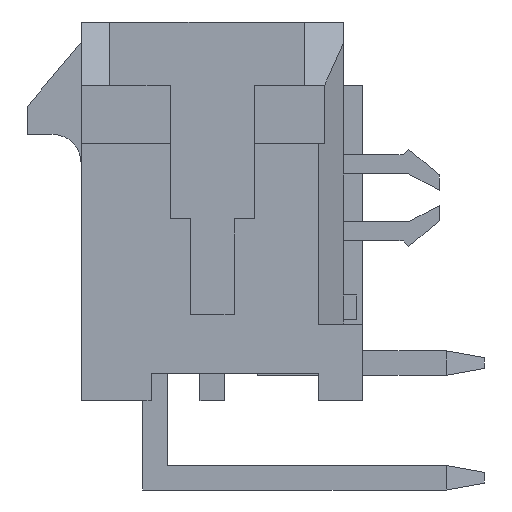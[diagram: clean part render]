
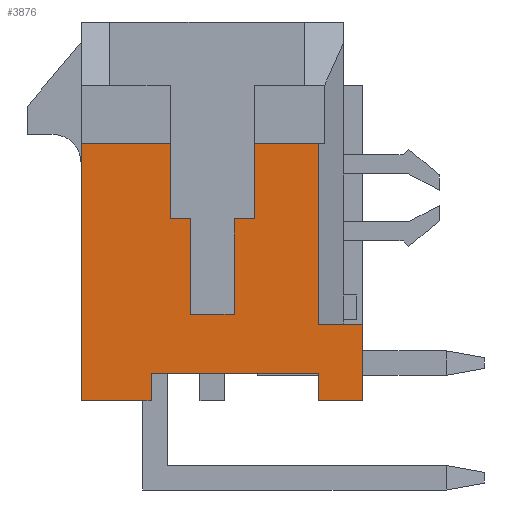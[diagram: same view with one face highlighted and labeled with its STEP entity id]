
A CAD part, left-side view. The second image highlights one B-rep face of the part: STEP entity #3876.
In plain terms, the highlighted planar face has unit normal (-1, 0, 0).
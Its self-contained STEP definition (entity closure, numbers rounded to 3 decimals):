
#125=FACE_OUTER_BOUND('',#341,.T.);
#341=EDGE_LOOP('',(#2909,#2910,#2911,#2912,#2913,#2914,#2915,#2916,#2917,
#2918,#2919,#2920,#2921,#2922,#2923,#2924,#2925,#2926));
#497=LINE('',#5264,#1045);
#499=LINE('',#5268,#1047);
#503=LINE('',#5275,#1051);
#511=LINE('',#5292,#1059);
#707=LINE('',#5692,#1255);
#717=LINE('',#5712,#1265);
#728=LINE('',#5731,#1276);
#729=LINE('',#5733,#1277);
#730=LINE('',#5735,#1278);
#731=LINE('',#5736,#1279);
#732=LINE('',#5738,#1280);
#733=LINE('',#5740,#1281);
#734=LINE('',#5742,#1282);
#735=LINE('',#5744,#1283);
#736=LINE('',#5746,#1284);
#737=LINE('',#5748,#1285);
#738=LINE('',#5750,#1286);
#739=LINE('',#5751,#1287);
#1045=VECTOR('',#4268,1.98);
#1047=VECTOR('',#4272,1.682);
#1051=VECTOR('',#4278,2.33);
#1059=VECTOR('',#4288,4.74);
#1255=VECTOR('',#4612,1.15);
#1265=VECTOR('',#4632,2.5);
#1276=VECTOR('',#4647,2.5);
#1277=VECTOR('',#4650,0.525);
#1278=VECTOR('',#4651,0.525);
#1279=VECTOR('',#4652,1.98);
#1280=VECTOR('',#4653,6.74);
#1281=VECTOR('',#4654,1.83);
#1282=VECTOR('',#4655,0.725);
#1283=VECTOR('',#4656,4.38);
#1284=VECTOR('',#4657,0.725);
#1285=VECTOR('',#4658,1.16);
#1286=VECTOR('',#4659,2.);
#1287=VECTOR('',#4660,1.158);
#1592=VERTEX_POINT('',#5261);
#1593=VERTEX_POINT('',#5263);
#1594=VERTEX_POINT('',#5267);
#1595=VERTEX_POINT('',#5271);
#1596=VERTEX_POINT('',#5273);
#1604=VERTEX_POINT('',#5291);
#1743=VERTEX_POINT('',#5689);
#1744=VERTEX_POINT('',#5691);
#1749=VERTEX_POINT('',#5711);
#1755=VERTEX_POINT('',#5729);
#1756=VERTEX_POINT('',#5734);
#1757=VERTEX_POINT('',#5737);
#1758=VERTEX_POINT('',#5739);
#1759=VERTEX_POINT('',#5741);
#1760=VERTEX_POINT('',#5743);
#1761=VERTEX_POINT('',#5745);
#1762=VERTEX_POINT('',#5747);
#1763=VERTEX_POINT('',#5749);
#1945=EDGE_CURVE('',#1593,#1592,#497,.T.);
#1947=EDGE_CURVE('',#1594,#1593,#499,.T.);
#1951=EDGE_CURVE('',#1595,#1596,#503,.T.);
#1959=EDGE_CURVE('',#1594,#1604,#511,.T.);
#2159=EDGE_CURVE('',#1744,#1743,#707,.T.);
#2169=EDGE_CURVE('',#1749,#1744,#717,.T.);
#2180=EDGE_CURVE('',#1743,#1755,#728,.T.);
#2181=EDGE_CURVE('',#1592,#1749,#729,.T.);
#2182=EDGE_CURVE('',#1755,#1756,#730,.T.);
#2183=EDGE_CURVE('',#1595,#1756,#731,.T.);
#2184=EDGE_CURVE('',#1596,#1757,#732,.T.);
#2185=EDGE_CURVE('',#1757,#1758,#733,.T.);
#2186=EDGE_CURVE('',#1758,#1759,#734,.T.);
#2187=EDGE_CURVE('',#1759,#1760,#735,.T.);
#2188=EDGE_CURVE('',#1760,#1761,#736,.T.);
#2189=EDGE_CURVE('',#1761,#1762,#737,.T.);
#2190=EDGE_CURVE('',#1762,#1763,#738,.T.);
#2191=EDGE_CURVE('',#1763,#1604,#739,.T.);
#2909=ORIENTED_EDGE('',*,*,#1945,.T.);
#2910=ORIENTED_EDGE('',*,*,#2181,.T.);
#2911=ORIENTED_EDGE('',*,*,#2169,.T.);
#2912=ORIENTED_EDGE('',*,*,#2159,.T.);
#2913=ORIENTED_EDGE('',*,*,#2180,.T.);
#2914=ORIENTED_EDGE('',*,*,#2182,.T.);
#2915=ORIENTED_EDGE('',*,*,#2183,.F.);
#2916=ORIENTED_EDGE('',*,*,#1951,.T.);
#2917=ORIENTED_EDGE('',*,*,#2184,.T.);
#2918=ORIENTED_EDGE('',*,*,#2185,.T.);
#2919=ORIENTED_EDGE('',*,*,#2186,.T.);
#2920=ORIENTED_EDGE('',*,*,#2187,.T.);
#2921=ORIENTED_EDGE('',*,*,#2188,.T.);
#2922=ORIENTED_EDGE('',*,*,#2189,.T.);
#2923=ORIENTED_EDGE('',*,*,#2190,.T.);
#2924=ORIENTED_EDGE('',*,*,#2191,.T.);
#2925=ORIENTED_EDGE('',*,*,#1959,.F.);
#2926=ORIENTED_EDGE('',*,*,#1947,.T.);
#3665=PLANE('',#4106);
#3876=ADVANCED_FACE('',(#125),#3665,.T.);
#4106=AXIS2_PLACEMENT_3D('',#5732,#4648,#4649);
#4268=DIRECTION('',(0.,0.,-1.));
#4272=DIRECTION('',(0.,1.,0.));
#4278=DIRECTION('',(0.,1.,0.));
#4288=DIRECTION('',(0.,0.,-1.));
#4612=DIRECTION('',(0.,1.,0.));
#4632=DIRECTION('',(0.,0.,-1.));
#4647=DIRECTION('',(0.,0.,1.));
#4648=DIRECTION('center_axis',(-1.,0.,0.));
#4649=DIRECTION('ref_axis',(0.,0.,1.));
#4650=DIRECTION('',(0.,1.,0.));
#4651=DIRECTION('',(0.,1.,0.));
#4652=DIRECTION('',(0.,0.,-1.));
#4653=DIRECTION('',(0.,0.,-1.));
#4654=DIRECTION('',(0.,-1.,0.));
#4655=DIRECTION('',(0.,0.,1.));
#4656=DIRECTION('',(0.,-1.,0.));
#4657=DIRECTION('',(0.,0.,-1.));
#4658=DIRECTION('',(0.,-1.,0.));
#4659=DIRECTION('',(0.,0.,1.));
#4660=DIRECTION('',(0.,1.,0.));
#5261=CARTESIAN_POINT('',(-3.625,-1.1,-0.2));
#5263=CARTESIAN_POINT('',(-3.625,-1.1,1.78));
#5264=CARTESIAN_POINT('',(-3.625,-1.1,1.78));
#5267=CARTESIAN_POINT('',(-3.625,-2.782,1.78));
#5268=CARTESIAN_POINT('',(-3.625,-2.782,1.78));
#5271=CARTESIAN_POINT('',(-3.625,1.1,1.78));
#5273=CARTESIAN_POINT('',(-3.625,3.43,1.78));
#5275=CARTESIAN_POINT('',(-3.625,1.1,1.78));
#5291=CARTESIAN_POINT('',(-3.625,-2.782,-2.96));
#5292=CARTESIAN_POINT('',(-3.625,-2.782,1.78));
#5689=CARTESIAN_POINT('',(-3.625,0.575,-2.7));
#5691=CARTESIAN_POINT('',(-3.625,-0.575,-2.7));
#5692=CARTESIAN_POINT('',(-3.625,-0.575,-2.7));
#5711=CARTESIAN_POINT('',(-3.625,-0.575,-0.2));
#5712=CARTESIAN_POINT('',(-3.625,-0.575,-0.2));
#5729=CARTESIAN_POINT('',(-3.625,0.575,-0.2));
#5731=CARTESIAN_POINT('',(-3.625,0.575,-2.7));
#5732=CARTESIAN_POINT('Origin',(-3.625,0.,0.));
#5733=CARTESIAN_POINT('',(-3.625,-1.1,-0.2));
#5734=CARTESIAN_POINT('',(-3.625,1.1,-0.2));
#5735=CARTESIAN_POINT('',(-3.625,0.575,-0.2));
#5736=CARTESIAN_POINT('',(-3.625,1.1,1.78));
#5737=CARTESIAN_POINT('',(-3.625,3.43,-4.96));
#5738=CARTESIAN_POINT('',(-3.625,3.43,1.78));
#5739=CARTESIAN_POINT('',(-3.625,1.6,-4.96));
#5740=CARTESIAN_POINT('',(-3.625,3.43,-4.96));
#5741=CARTESIAN_POINT('',(-3.625,1.6,-4.235));
#5742=CARTESIAN_POINT('',(-3.625,1.6,-4.96));
#5743=CARTESIAN_POINT('',(-3.625,-2.78,-4.235));
#5744=CARTESIAN_POINT('',(-3.625,1.6,-4.235));
#5745=CARTESIAN_POINT('',(-3.625,-2.78,-4.96));
#5746=CARTESIAN_POINT('',(-3.625,-2.78,-4.235));
#5747=CARTESIAN_POINT('',(-3.625,-3.94,-4.96));
#5748=CARTESIAN_POINT('',(-3.625,-2.78,-4.96));
#5749=CARTESIAN_POINT('',(-3.625,-3.94,-2.96));
#5750=CARTESIAN_POINT('',(-3.625,-3.94,-4.96));
#5751=CARTESIAN_POINT('',(-3.625,-3.94,-2.96));
